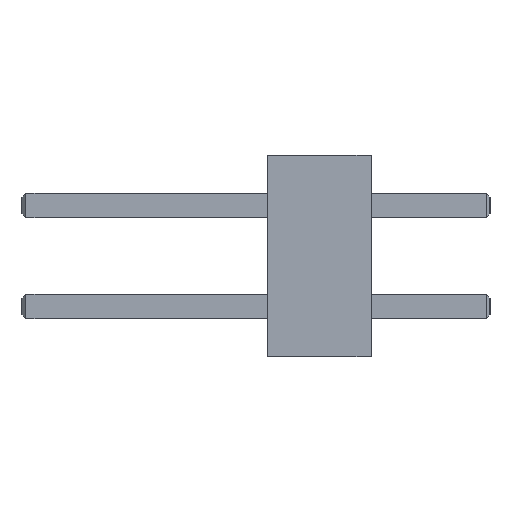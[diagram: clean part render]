
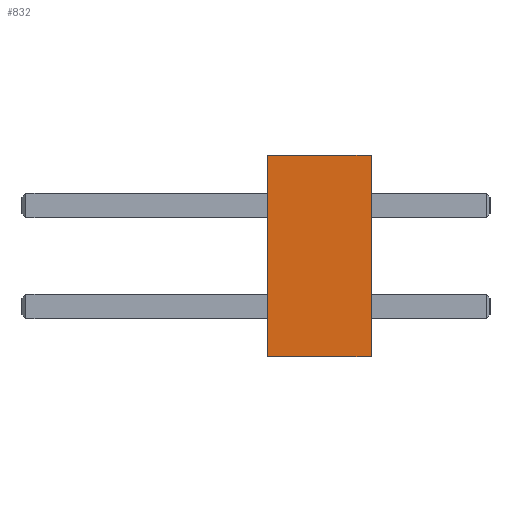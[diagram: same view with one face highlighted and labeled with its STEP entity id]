
A CAD part, left-side view. The second image highlights one B-rep face of the part: STEP entity #832.
In plain terms, the highlighted planar face has unit normal (-1, 0, 0).
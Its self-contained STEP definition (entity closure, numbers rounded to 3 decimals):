
#832=ADVANCED_FACE('',(#4340),#4342,.T.);
#4340=FACE_BOUND('',#4341,.T.);
#4341=EDGE_LOOP('',(#7046,#7047,#7048,#7049));
#4342=PLANE('',#4343);
#4343=AXIS2_PLACEMENT_3D('',#4344,#4345,#4346);
#4344=CARTESIAN_POINT('',(0.,0.,-2.54));
#4345=DIRECTION('',(-1.,0.,0.));
#4346=DIRECTION('',(0.,0.,1.));
#7046=ORIENTED_EDGE('',*,*,#8664,.T.);
#7047=ORIENTED_EDGE('',*,*,#8665,.F.);
#7048=ORIENTED_EDGE('',*,*,#8666,.F.);
#7049=ORIENTED_EDGE('',*,*,#8403,.T.);
#8403=EDGE_CURVE('',#9299,#9296,#9300,.T.);
#8664=EDGE_CURVE('',#9296,#9734,#9736,.T.);
#8665=EDGE_CURVE('',#9737,#9734,#9738,.T.);
#8666=EDGE_CURVE('',#9299,#9737,#9739,.T.);
#9296=VERTEX_POINT('',#10728);
#9299=VERTEX_POINT('',#10733);
#9300=LINE('',#10734,#10735);
#9734=VERTEX_POINT('',#11688);
#9736=LINE('',#11692,#11693);
#9737=VERTEX_POINT('',#11695);
#9738=LINE('',#11696,#11697);
#9739=LINE('',#11699,#11700);
#10728=CARTESIAN_POINT('',(0.,0.,0.));
#10733=CARTESIAN_POINT('',(0.,0.,-5.08));
#10734=CARTESIAN_POINT('',(0.,0.,-5.08));
#10735=VECTOR('',#10736,1.);
#10736=DIRECTION('',(0.,0.,1.));
#11688=CARTESIAN_POINT('',(0.,2.6,0.));
#11692=CARTESIAN_POINT('',(0.,0.,0.));
#11693=VECTOR('',#11694,1.);
#11694=DIRECTION('',(0.,1.,0.));
#11695=CARTESIAN_POINT('',(0.,2.6,-5.08));
#11696=CARTESIAN_POINT('',(0.,2.6,-5.08));
#11697=VECTOR('',#11698,1.);
#11698=DIRECTION('',(0.,0.,1.));
#11699=CARTESIAN_POINT('',(0.,0.,-5.08));
#11700=VECTOR('',#11701,1.);
#11701=DIRECTION('',(0.,1.,0.));
